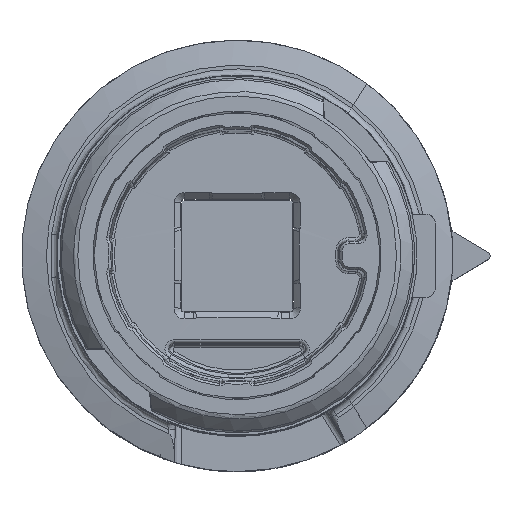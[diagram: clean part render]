
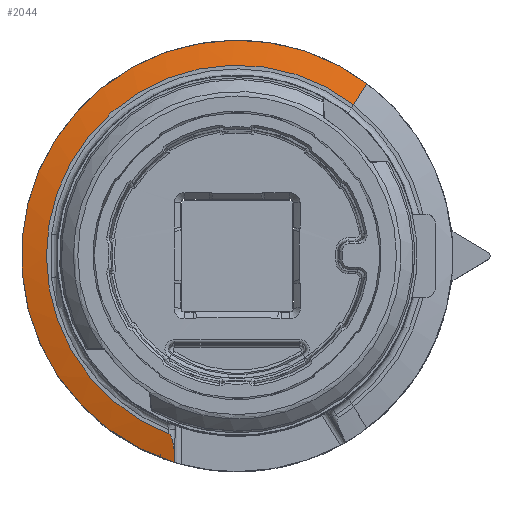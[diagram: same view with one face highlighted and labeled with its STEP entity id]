
A CAD part, top view. The second image highlights one B-rep face of the part: STEP entity #2044.
In plain terms, the highlighted conical face has half-angle 75.964 degrees and reference radius 23.288 mm.
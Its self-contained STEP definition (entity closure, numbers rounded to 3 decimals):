
#523=B_SPLINE_CURVE_WITH_KNOTS('',3,(#17347,#17348,#17349,#17350),
 .UNSPECIFIED.,.F.,.F.,(4,4),(0.,1.),.UNSPECIFIED.);
#525=B_SPLINE_CURVE_WITH_KNOTS('',3,(#17379,#17380,#17381,#17382),
 .UNSPECIFIED.,.F.,.F.,(4,4),(0.,1.),.UNSPECIFIED.);
#654=B_SPLINE_CURVE_WITH_KNOTS('',3,(#20146,#20147,#20148,#20149,#20150,
#20151,#20152,#20153,#20154,#20155),.UNSPECIFIED.,.F.,.F.,(4,2,2,2,4),(0.,
0.5,0.75,0.875,1.),.UNSPECIFIED.);
#672=B_SPLINE_CURVE_WITH_KNOTS('',3,(#20746,#20747,#20748,#20749),
 .UNSPECIFIED.,.F.,.F.,(4,4),(0.,1.),.UNSPECIFIED.);
#673=B_SPLINE_CURVE_WITH_KNOTS('',3,(#20751,#20752,#20753,#20754),
 .UNSPECIFIED.,.F.,.F.,(4,4),(0.,1.),.UNSPECIFIED.);
#932=CONICAL_SURFACE('',#10670,23.288,75.964);
#1428=FACE_OUTER_BOUND('',#3435,.T.);
#2044=ADVANCED_FACE('',(#1428),#932,.T.);
#2876=CIRCLE('',#10667,20.588);
#2877=CIRCLE('',#10668,23.288);
#2878=CIRCLE('',#10669,23.288);
#3435=EDGE_LOOP('',(#5249,#5250,#5251,#5252,#5253,#5254,#5255,#5256));
#5249=ORIENTED_EDGE('',*,*,#8393,.T.);
#5250=ORIENTED_EDGE('',*,*,#8669,.F.);
#5251=ORIENTED_EDGE('',*,*,#8027,.F.);
#5252=ORIENTED_EDGE('',*,*,#8670,.F.);
#5253=ORIENTED_EDGE('',*,*,#8459,.T.);
#5254=ORIENTED_EDGE('',*,*,#8020,.T.);
#5255=ORIENTED_EDGE('',*,*,#8460,.T.);
#5256=ORIENTED_EDGE('',*,*,#8671,.F.);
#7046=VERTEX_POINT('',#17351);
#7047=VERTEX_POINT('',#17352);
#7051=VERTEX_POINT('',#17378);
#7052=VERTEX_POINT('',#17383);
#7316=VERTEX_POINT('',#20156);
#7317=VERTEX_POINT('',#20157);
#7355=VERTEX_POINT('',#20745);
#7356=VERTEX_POINT('',#20755);
#8020=EDGE_CURVE('',#7046,#7047,#523,.T.);
#8027=EDGE_CURVE('',#7051,#7052,#525,.T.);
#8393=EDGE_CURVE('',#7316,#7317,#654,.T.);
#8459=EDGE_CURVE('',#7355,#7046,#672,.T.);
#8460=EDGE_CURVE('',#7047,#7356,#673,.T.);
#8669=EDGE_CURVE('',#7052,#7317,#2876,.T.);
#8670=EDGE_CURVE('',#7355,#7051,#2877,.T.);
#8671=EDGE_CURVE('',#7316,#7356,#2878,.T.);
#10667=AXIS2_PLACEMENT_3D('',#21564,#12709,#12710);
#10668=AXIS2_PLACEMENT_3D('',#21565,#12711,#12712);
#10669=AXIS2_PLACEMENT_3D('',#21566,#12713,#12714);
#10670=AXIS2_PLACEMENT_3D('',#21567,#12715,#12716);
#12709=DIRECTION('',(0.,0.,1.));
#12710=DIRECTION('',(1.,0.,0.));
#12711=DIRECTION('',(0.,0.,-1.));
#12712=DIRECTION('',(1.,0.,0.));
#12713=DIRECTION('',(0.,0.,-1.));
#12714=DIRECTION('',(1.,0.,0.));
#12715=DIRECTION('',(0.,0.,-1.));
#12716=DIRECTION('',(1.,0.,0.));
#17347=CARTESIAN_POINT('',(-23.22,1.746,181.61));
#17348=CARTESIAN_POINT('',(-23.22,0.581,181.632));
#17349=CARTESIAN_POINT('',(-23.22,-0.583,181.632));
#17350=CARTESIAN_POINT('',(-23.22,-1.746,181.61));
#17351=CARTESIAN_POINT('',(-23.22,1.746,181.61));
#17352=CARTESIAN_POINT('',(-23.22,-1.746,181.61));
#17378=CARTESIAN_POINT('',(14.011,18.601,181.61));
#17379=CARTESIAN_POINT('',(14.011,18.601,181.61));
#17380=CARTESIAN_POINT('',(13.532,17.835,181.835));
#17381=CARTESIAN_POINT('',(13.053,17.068,182.06));
#17382=CARTESIAN_POINT('',(12.574,16.301,182.285));
#17383=CARTESIAN_POINT('',(12.574,16.301,182.285));
#20146=CARTESIAN_POINT('',(-6.73,-22.294,181.61));
#20147=CARTESIAN_POINT('',(-6.725,-21.764,181.737));
#20148=CARTESIAN_POINT('',(-6.753,-21.233,181.862));
#20149=CARTESIAN_POINT('',(-6.865,-20.437,182.042));
#20150=CARTESIAN_POINT('',(-6.914,-20.172,182.101));
#20151=CARTESIAN_POINT('',(-7.024,-19.782,182.184));
#20152=CARTESIAN_POINT('',(-7.067,-19.654,182.21));
#20153=CARTESIAN_POINT('',(-7.181,-19.409,182.258));
#20154=CARTESIAN_POINT('',(-7.248,-19.27,182.285));
#20155=CARTESIAN_POINT('',(-7.378,-19.22,182.285));
#20156=CARTESIAN_POINT('',(-6.73,-22.294,181.61));
#20157=CARTESIAN_POINT('',(-7.378,-19.22,182.285));
#20745=CARTESIAN_POINT('',(-23.218,1.798,181.61));
#20746=CARTESIAN_POINT('',(-23.218,1.798,181.61));
#20747=CARTESIAN_POINT('',(-23.219,1.781,181.61));
#20748=CARTESIAN_POINT('',(-23.22,1.763,181.61));
#20749=CARTESIAN_POINT('',(-23.22,1.746,181.61));
#20751=CARTESIAN_POINT('',(-23.22,-1.746,181.61));
#20752=CARTESIAN_POINT('',(-23.22,-1.763,181.61));
#20753=CARTESIAN_POINT('',(-23.219,-1.781,181.61));
#20754=CARTESIAN_POINT('',(-23.218,-1.798,181.61));
#20755=CARTESIAN_POINT('',(-23.218,-1.798,181.61));
#21564=CARTESIAN_POINT('',(0.,0.,182.285));
#21565=CARTESIAN_POINT('',(0.,0.,181.61));
#21566=CARTESIAN_POINT('',(0.,0.,181.61));
#21567=CARTESIAN_POINT('',(0.,0.,181.61));
